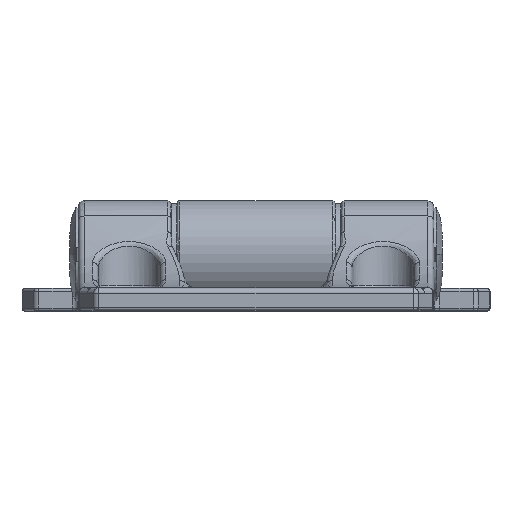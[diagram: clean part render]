
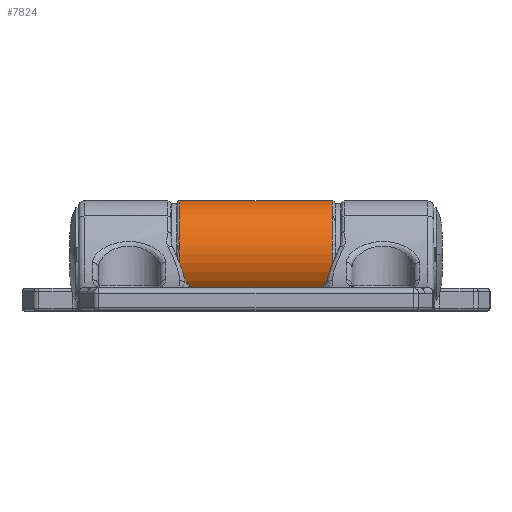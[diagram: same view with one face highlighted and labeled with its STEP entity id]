
A CAD part, top view. The second image highlights one B-rep face of the part: STEP entity #7824.
In plain terms, the highlighted cylindrical face has radius 9.5 mm (diameter 19 mm), a partial arc.
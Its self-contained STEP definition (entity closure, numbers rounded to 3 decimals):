
#1945=CARTESIAN_POINT('',(13.535,0.,0.));
#1946=DIRECTION('',(-1.,0.,0.));
#1947=DIRECTION('',(0.,-1.,0.02));
#1948=AXIS2_PLACEMENT_3D('',#1945,#1946,#1947);
#1950=CARTESIAN_POINT('',(13.535,0.,0.));
#1951=DIRECTION('',(-1.,0.,0.));
#1952=DIRECTION('',(0.,0.,1.));
#1953=AXIS2_PLACEMENT_3D('',#1950,#1951,#1952);
#2162=CARTESIAN_POINT('',(-13.535,0.,0.));
#2163=DIRECTION('',(1.,0.,0.));
#2164=DIRECTION('',(0.,0.716,-0.699));
#2165=AXIS2_PLACEMENT_3D('',#2162,#2163,#2164);
#2167=CARTESIAN_POINT('',(-13.535,0.,0.));
#2168=DIRECTION('',(1.,0.,0.));
#2169=DIRECTION('',(0.,0.,1.));
#2170=AXIS2_PLACEMENT_3D('',#2167,#2168,#2169);
#2239=CARTESIAN_POINT('',(13.535,-9.498,
0.187));
#2240=CARTESIAN_POINT('',(13.458,-9.497,
0.248));
#2241=CARTESIAN_POINT('',(13.294,-9.494,
0.351));
#2242=CARTESIAN_POINT('',(13.001,-9.489,
0.453));
#2243=CARTESIAN_POINT('',(12.802,-9.488,
0.475));
#2244=CARTESIAN_POINT('',(12.7,-9.488,
0.475));
#2246=DIRECTION('',(-1.,0.,0.));
#2247=VECTOR('',#2246,25.4);
#2248=CARTESIAN_POINT('',(12.7,-9.488,
0.475));
#2249=LINE('',#2248,#2247);
#2250=CARTESIAN_POINT('',(-12.7,-9.488,
0.475));
#2251=CARTESIAN_POINT('',(-12.802,-9.488,
0.475));
#2252=CARTESIAN_POINT('',(-13.001,-9.489,
0.453));
#2253=CARTESIAN_POINT('',(-13.294,-9.494,
0.351));
#2254=CARTESIAN_POINT('',(-13.458,-9.497,
0.248));
#2255=CARTESIAN_POINT('',(-13.535,-9.498,
0.187));
#2257=DIRECTION('',(1.,0.,0.));
#2258=VECTOR('',#2257,27.07);
#2259=CARTESIAN_POINT('',(-13.535,6.798,-6.636));
#2260=LINE('',#2259,#2258);
#4423=CARTESIAN_POINT('',(13.535,6.798,-6.636));
#4424=VERTEX_POINT('',#4423);
#4425=CARTESIAN_POINT('',(-13.535,6.798,-6.636));
#4426=VERTEX_POINT('',#4425);
#4461=CARTESIAN_POINT('',(13.535,-9.498,0.187));
#4462=VERTEX_POINT('',#4461);
#4463=CARTESIAN_POINT('',(13.535,0.,9.5));
#4464=VERTEX_POINT('',#4463);
#4515=CARTESIAN_POINT('',(-13.535,0.,9.5));
#4516=CARTESIAN_POINT('',(-13.535,-9.498,0.187));
#4517=VERTEX_POINT('',#4515);
#4518=VERTEX_POINT('',#4516);
#4519=VERTEX_POINT('',#2250);
#4520=VERTEX_POINT('',#2244);
#7807=CARTESIAN_POINT('',(-14.035,0.,0.));
#7808=DIRECTION('',(1.,0.,0.));
#7809=DIRECTION('',(0.,0.,-1.));
#7810=AXIS2_PLACEMENT_3D('',#7807,#7808,#7809);
#7811=CYLINDRICAL_SURFACE('',#7810,9.5);
#7812=ORIENTED_EDGE('',*,*,#7350,.F.);
#7813=ORIENTED_EDGE('',*,*,#7348,.F.);
#7815=ORIENTED_EDGE('',*,*,#7814,.T.);
#7817=ORIENTED_EDGE('',*,*,#7816,.T.);
#7818=ORIENTED_EDGE('',*,*,#7800,.T.);
#7819=ORIENTED_EDGE('',*,*,#7640,.F.);
#7820=ORIENTED_EDGE('',*,*,#7638,.F.);
#7821=ORIENTED_EDGE('',*,*,#6724,.T.);
#7822=EDGE_LOOP('',(#7812,#7813,#7815,#7817,#7818,#7819,#7820,#7821));
#7823=FACE_OUTER_BOUND('',#7822,.F.);
#7824=ADVANCED_FACE('',(#7823),#7811,.T.);
#1949=CIRCLE('',#1948,9.5);
#1954=CIRCLE('',#1953,9.5);
#2166=CIRCLE('',#2165,9.5);
#2171=CIRCLE('',#2170,9.5);
#2245=B_SPLINE_CURVE_WITH_KNOTS('',3,(#2239,#2240,#2241,#2242,#2243,#2244),
.UNSPECIFIED.,.F.,.F.,(4,1,1,4),(0.,0.333,0.667,1.),
.UNSPECIFIED.);
#2256=B_SPLINE_CURVE_WITH_KNOTS('',3,(#2250,#2251,#2252,#2253,#2254,#2255),
.UNSPECIFIED.,.F.,.F.,(4,1,1,4),(0.,0.333,0.667,1.),
.UNSPECIFIED.);
#6724=EDGE_CURVE('',#4426,#4424,#2260,.T.);
#7348=EDGE_CURVE('',#4462,#4464,#1949,.T.);
#7350=EDGE_CURVE('',#4464,#4424,#1954,.T.);
#7638=EDGE_CURVE('',#4426,#4517,#2166,.T.);
#7640=EDGE_CURVE('',#4517,#4518,#2171,.T.);
#7800=EDGE_CURVE('',#4519,#4518,#2256,.T.);
#7814=EDGE_CURVE('',#4462,#4520,#2245,.T.);
#7816=EDGE_CURVE('',#4520,#4519,#2249,.T.);
